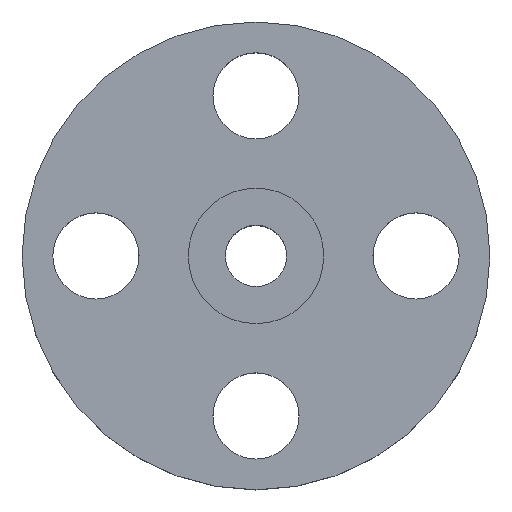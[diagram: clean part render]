
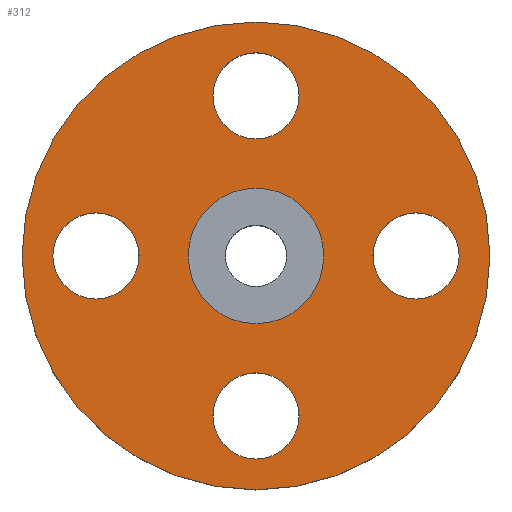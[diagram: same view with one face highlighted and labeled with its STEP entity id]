
A CAD part, top view. The second image highlights one B-rep face of the part: STEP entity #312.
In plain terms, the highlighted planar face has unit normal (0, 0, 1).
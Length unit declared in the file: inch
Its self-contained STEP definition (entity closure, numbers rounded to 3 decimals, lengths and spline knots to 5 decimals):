
#10 = DIRECTION ( 'NONE',  ( 0., 0., 1. ) ) ;
#18 = AXIS2_PLACEMENT_3D ( 'NONE', #511, #57, #442 ) ;
#38 = PLANE ( 'NONE',  #580 ) ;
#45 = FACE_BOUND ( 'NONE', #551, .T. ) ;
#52 = EDGE_CURVE ( 'NONE', #420, #471, #424, .T. ) ;
#53 = CARTESIAN_POINT ( 'NONE',  ( 0., 0., -0.25 ) ) ;
#57 = DIRECTION ( 'NONE',  ( 0., 0., 1. ) ) ;
#60 = CARTESIAN_POINT ( 'NONE',  ( 0.4375, -1.625, -0.25 ) ) ;
#74 = DIRECTION ( 'NONE',  ( -1., 0., 0. ) ) ;
#100 = EDGE_CURVE ( 'NONE', #738, #726, #249, .T. ) ;
#117 = CARTESIAN_POINT ( 'NONE',  ( 0., -1.625, -0.25 ) ) ;
#125 = DIRECTION ( 'NONE',  ( 1., 0., 0. ) ) ;
#133 = AXIS2_PLACEMENT_3D ( 'NONE', #646, #254, #125 ) ;
#134 = CIRCLE ( 'NONE', #596, 0.6875 ) ;
#142 = VERTEX_POINT ( 'NONE', #514 ) ;
#149 = CARTESIAN_POINT ( 'NONE',  ( -0.4375, 1.625, -0.25 ) ) ;
#154 = DIRECTION ( 'NONE',  ( 0., 0., 1. ) ) ;
#156 = CARTESIAN_POINT ( 'NONE',  ( -0.6875, 0., -0.25 ) ) ;
#166 = CIRCLE ( 'NONE', #708, 2.375 ) ;
#168 = VERTEX_POINT ( 'NONE', #60 ) ;
#171 = VERTEX_POINT ( 'NONE', #857 ) ;
#176 = DIRECTION ( 'NONE',  ( 0., -1., 0. ) ) ;
#181 = FACE_BOUND ( 'NONE', #465, .T. ) ;
#184 = FACE_BOUND ( 'NONE', #292, .T. ) ;
#191 = AXIS2_PLACEMENT_3D ( 'NONE', #601, #154, #665 ) ;
#205 = ORIENTED_EDGE ( 'NONE', *, *, #390, .T. ) ;
#226 = CIRCLE ( 'NONE', #191, 0.4375 ) ;
#228 = CIRCLE ( 'NONE', #133, 0.4375 ) ;
#232 = ORIENTED_EDGE ( 'NONE', *, *, #52, .F. ) ;
#242 = ORIENTED_EDGE ( 'NONE', *, *, #799, .F. ) ;
#249 = CIRCLE ( 'NONE', #410, 0.4375 ) ;
#252 = ORIENTED_EDGE ( 'NONE', *, *, #755, .F. ) ;
#254 = DIRECTION ( 'NONE',  ( 0., 0., 1. ) ) ;
#259 = ORIENTED_EDGE ( 'NONE', *, *, #847, .F. ) ;
#265 = EDGE_CURVE ( 'NONE', #726, #738, #226, .T. ) ;
#285 = AXIS2_PLACEMENT_3D ( 'NONE', #53, #844, #378 ) ;
#291 = DIRECTION ( 'NONE',  ( 0., 0., 1. ) ) ;
#292 = EDGE_LOOP ( 'NONE', ( #409, #469 ) ) ;
#297 = CIRCLE ( 'NONE', #285, 2.375 ) ;
#305 = ORIENTED_EDGE ( 'NONE', *, *, #612, .F. ) ;
#312 = ADVANCED_FACE ( 'NONE', ( #184, #45, #552, #702, #181, #365 ), #38, .F. ) ;
#318 = CARTESIAN_POINT ( 'NONE',  ( 2.0625, 0., -0.25 ) ) ;
#324 = EDGE_LOOP ( 'NONE', ( #818, #205 ) ) ;
#325 = DIRECTION ( 'NONE',  ( 1., 0., 0. ) ) ;
#333 = EDGE_CURVE ( 'NONE', #719, #450, #732, .T. ) ;
#364 = VERTEX_POINT ( 'NONE', #772 ) ;
#365 = FACE_OUTER_BOUND ( 'NONE', #324, .T. ) ;
#378 = DIRECTION ( 'NONE',  ( 1., 0., 0. ) ) ;
#384 = AXIS2_PLACEMENT_3D ( 'NONE', #683, #767, #687 ) ;
#390 = EDGE_CURVE ( 'NONE', #408, #635, #297, .T. ) ;
#400 = CARTESIAN_POINT ( 'NONE',  ( 0.4375, 1.625, -0.25 ) ) ;
#408 = VERTEX_POINT ( 'NONE', #644 ) ;
#409 = ORIENTED_EDGE ( 'NONE', *, *, #100, .F. ) ;
#410 = AXIS2_PLACEMENT_3D ( 'NONE', #758, #291, #176 ) ;
#415 = DIRECTION ( 'NONE',  ( 0., 1., 0. ) ) ;
#419 = CARTESIAN_POINT ( 'NONE',  ( 0., 0.6875, -0.25 ) ) ;
#420 = VERTEX_POINT ( 'NONE', #156 ) ;
#424 = CIRCLE ( 'NONE', #553, 0.6875 ) ;
#427 = CARTESIAN_POINT ( 'NONE',  ( 1.625, 0., -0.25 ) ) ;
#432 = CIRCLE ( 'NONE', #384, 0.4375 ) ;
#436 = EDGE_CURVE ( 'NONE', #450, #719, #556, .T. ) ;
#442 = DIRECTION ( 'NONE',  ( 0., 1., 0. ) ) ;
#445 = CIRCLE ( 'NONE', #18, 0.4375 ) ;
#450 = VERTEX_POINT ( 'NONE', #318 ) ;
#463 = CARTESIAN_POINT ( 'NONE',  ( 1.625, 0., -0.25 ) ) ;
#465 = EDGE_LOOP ( 'NONE', ( #242, #232 ) ) ;
#469 = ORIENTED_EDGE ( 'NONE', *, *, #265, .F. ) ;
#471 = VERTEX_POINT ( 'NONE', #594 ) ;
#472 = DIRECTION ( 'NONE',  ( 0., 0., 1. ) ) ;
#474 = ORIENTED_EDGE ( 'NONE', *, *, #436, .F. ) ;
#477 = AXIS2_PLACEMENT_3D ( 'NONE', #117, #472, #415 ) ;
#485 = EDGE_LOOP ( 'NONE', ( #521, #259 ) ) ;
#488 = DIRECTION ( 'NONE',  ( -1., 0., 0. ) ) ;
#511 = CARTESIAN_POINT ( 'NONE',  ( 0., -1.625, -0.25 ) ) ;
#514 = CARTESIAN_POINT ( 'NONE',  ( -0.4375, -1.625, -0.25 ) ) ;
#521 = ORIENTED_EDGE ( 'NONE', *, *, #575, .F. ) ;
#522 = CARTESIAN_POINT ( 'NONE',  ( 0., 0., -0.25 ) ) ;
#551 = EDGE_LOOP ( 'NONE', ( #474, #752 ) ) ;
#552 = FACE_BOUND ( 'NONE', #712, .T. ) ;
#553 = AXIS2_PLACEMENT_3D ( 'NONE', #571, #690, #625 ) ;
#556 = CIRCLE ( 'NONE', #764, 0.4375 ) ;
#563 = DIRECTION ( 'NONE',  ( 1., 0., 0. ) ) ;
#564 = DIRECTION ( 'NONE',  ( 0., 0., 1. ) ) ;
#571 = CARTESIAN_POINT ( 'NONE',  ( 0., 0., -0.25 ) ) ;
#575 = EDGE_CURVE ( 'NONE', #364, #171, #432, .T. ) ;
#580 = AXIS2_PLACEMENT_3D ( 'NONE', #419, #830, #488 ) ;
#588 = CARTESIAN_POINT ( 'NONE',  ( 2.375, 0., -0.25 ) ) ;
#594 = CARTESIAN_POINT ( 'NONE',  ( 0.6875, 0., -0.25 ) ) ;
#596 = AXIS2_PLACEMENT_3D ( 'NONE', #819, #751, #563 ) ;
#601 = CARTESIAN_POINT ( 'NONE',  ( 0., 1.625, -0.25 ) ) ;
#612 = EDGE_CURVE ( 'NONE', #142, #168, #445, .T. ) ;
#625 = DIRECTION ( 'NONE',  ( 1., 0., 0. ) ) ;
#635 = VERTEX_POINT ( 'NONE', #588 ) ;
#644 = CARTESIAN_POINT ( 'NONE',  ( -2.375, 0., -0.25 ) ) ;
#646 = CARTESIAN_POINT ( 'NONE',  ( -1.625, 0., -0.25 ) ) ;
#655 = AXIS2_PLACEMENT_3D ( 'NONE', #427, #564, #700 ) ;
#665 = DIRECTION ( 'NONE',  ( 0., -1., 0. ) ) ;
#668 = CARTESIAN_POINT ( 'NONE',  ( 1.1875, 0., -0.25 ) ) ;
#675 = DIRECTION ( 'NONE',  ( 0., 0., 1. ) ) ;
#683 = CARTESIAN_POINT ( 'NONE',  ( -1.625, 0., -0.25 ) ) ;
#687 = DIRECTION ( 'NONE',  ( 1., 0., 0. ) ) ;
#690 = DIRECTION ( 'NONE',  ( 0., 0., 1. ) ) ;
#692 = EDGE_CURVE ( 'NONE', #635, #408, #166, .T. ) ;
#700 = DIRECTION ( 'NONE',  ( -1., 0., 0. ) ) ;
#702 = FACE_BOUND ( 'NONE', #485, .T. ) ;
#708 = AXIS2_PLACEMENT_3D ( 'NONE', #522, #10, #325 ) ;
#712 = EDGE_LOOP ( 'NONE', ( #252, #305 ) ) ;
#719 = VERTEX_POINT ( 'NONE', #668 ) ;
#726 = VERTEX_POINT ( 'NONE', #149 ) ;
#732 = CIRCLE ( 'NONE', #655, 0.4375 ) ;
#738 = VERTEX_POINT ( 'NONE', #400 ) ;
#747 = CIRCLE ( 'NONE', #477, 0.4375 ) ;
#751 = DIRECTION ( 'NONE',  ( 0., 0., 1. ) ) ;
#752 = ORIENTED_EDGE ( 'NONE', *, *, #333, .F. ) ;
#755 = EDGE_CURVE ( 'NONE', #168, #142, #747, .T. ) ;
#758 = CARTESIAN_POINT ( 'NONE',  ( 0., 1.625, -0.25 ) ) ;
#764 = AXIS2_PLACEMENT_3D ( 'NONE', #463, #675, #74 ) ;
#767 = DIRECTION ( 'NONE',  ( 0., 0., 1. ) ) ;
#772 = CARTESIAN_POINT ( 'NONE',  ( -1.1875, 0., -0.25 ) ) ;
#799 = EDGE_CURVE ( 'NONE', #471, #420, #134, .T. ) ;
#818 = ORIENTED_EDGE ( 'NONE', *, *, #692, .T. ) ;
#819 = CARTESIAN_POINT ( 'NONE',  ( 0., 0., -0.25 ) ) ;
#830 = DIRECTION ( 'NONE',  ( 0., 0., -1. ) ) ;
#844 = DIRECTION ( 'NONE',  ( 0., 0., 1. ) ) ;
#847 = EDGE_CURVE ( 'NONE', #171, #364, #228, .T. ) ;
#857 = CARTESIAN_POINT ( 'NONE',  ( -2.0625, 0., -0.25 ) ) ;
